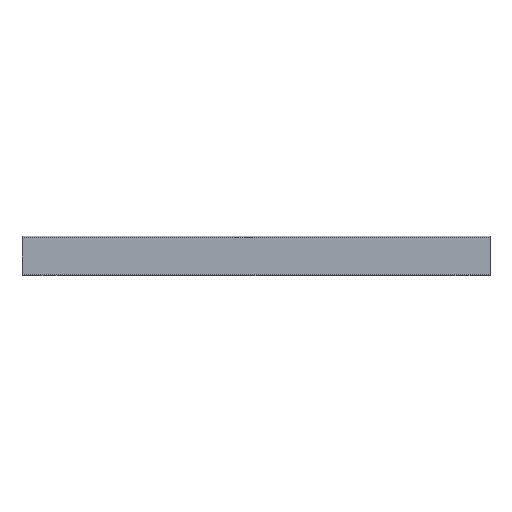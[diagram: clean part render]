
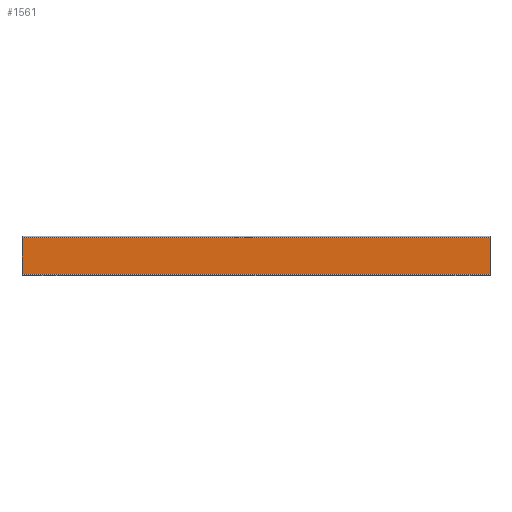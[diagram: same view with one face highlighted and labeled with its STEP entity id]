
A CAD part, top view. The second image highlights one B-rep face of the part: STEP entity #1561.
In plain terms, the highlighted planar face has unit normal (0, 0, 1).
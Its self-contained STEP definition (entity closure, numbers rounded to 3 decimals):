
#12 = VERTEX_POINT ( 'NONE', #1176 ) ;
#14 = EDGE_CURVE ( 'NONE', #705, #648, #200, .T. ) ;
#19 = DIRECTION ( 'NONE',  ( 0., 0., 1. ) ) ;
#37 = EDGE_CURVE ( 'NONE', #12, #648, #944, .T. ) ;
#54 = CARTESIAN_POINT ( 'NONE',  ( -448.5, -38., 0. ) ) ;
#148 = FACE_OUTER_BOUND ( 'NONE', #275, .T. ) ;
#152 = VECTOR ( 'NONE', #804, 1000. ) ;
#156 = CARTESIAN_POINT ( 'NONE',  ( 448.5, -38., 0. ) ) ;
#162 = ORIENTED_EDGE ( 'NONE', *, *, #14, .F. ) ;
#200 = LINE ( 'NONE', #559, #597 ) ;
#204 = LINE ( 'NONE', #710, #1023 ) ;
#275 = EDGE_LOOP ( 'NONE', ( #290, #1285, #430, #162 ) ) ;
#290 = ORIENTED_EDGE ( 'NONE', *, *, #364, .T. ) ;
#364 = EDGE_CURVE ( 'NONE', #705, #692, #1280, .T. ) ;
#372 = DIRECTION ( 'NONE',  ( 0., 1., 0. ) ) ;
#430 = ORIENTED_EDGE ( 'NONE', *, *, #37, .T. ) ;
#455 = DIRECTION ( 'NONE',  ( -1., 0., 0. ) ) ;
#531 = CARTESIAN_POINT ( 'NONE',  ( 0., 0., 0. ) ) ;
#559 = CARTESIAN_POINT ( 'NONE',  ( 448.5, -35., 0. ) ) ;
#597 = VECTOR ( 'NONE', #455, 1000. ) ;
#638 = DIRECTION ( 'NONE',  ( 1., 0., 0. ) ) ;
#648 = VERTEX_POINT ( 'NONE', #1154 ) ;
#692 = VERTEX_POINT ( 'NONE', #1407 ) ;
#705 = VERTEX_POINT ( 'NONE', #913 ) ;
#710 = CARTESIAN_POINT ( 'NONE',  ( 448.5, 35., 0. ) ) ;
#721 = DIRECTION ( 'NONE',  ( -1., 0., 0. ) ) ;
#798 = PLANE ( 'NONE',  #1344 ) ;
#804 = DIRECTION ( 'NONE',  ( 0., -1., 0. ) ) ;
#903 = EDGE_CURVE ( 'NONE', #692, #12, #204, .T. ) ;
#913 = CARTESIAN_POINT ( 'NONE',  ( 448.5, -35., 0. ) ) ;
#944 = LINE ( 'NONE', #54, #152 ) ;
#1023 = VECTOR ( 'NONE', #721, 1000. ) ;
#1154 = CARTESIAN_POINT ( 'NONE',  ( -448.5, -35., 0. ) ) ;
#1176 = CARTESIAN_POINT ( 'NONE',  ( -448.5, 35., 0. ) ) ;
#1255 = VECTOR ( 'NONE', #372, 1000. ) ;
#1280 = LINE ( 'NONE', #156, #1255 ) ;
#1285 = ORIENTED_EDGE ( 'NONE', *, *, #903, .T. ) ;
#1344 = AXIS2_PLACEMENT_3D ( 'NONE', #531, #19, #638 ) ;
#1407 = CARTESIAN_POINT ( 'NONE',  ( 448.5, 35., 0. ) ) ;
#1561 = ADVANCED_FACE ( 'NONE', ( #148 ), #798, .T. ) ;
